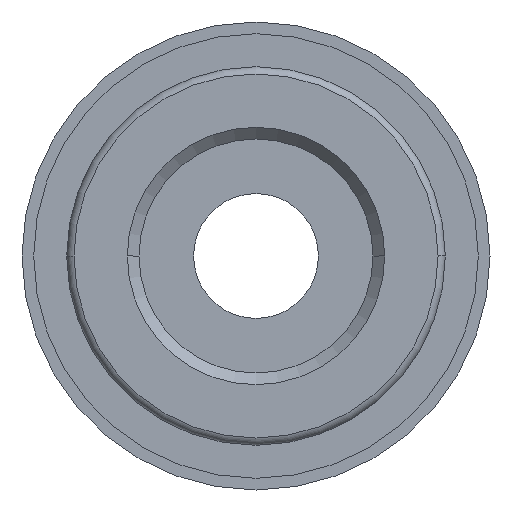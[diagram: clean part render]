
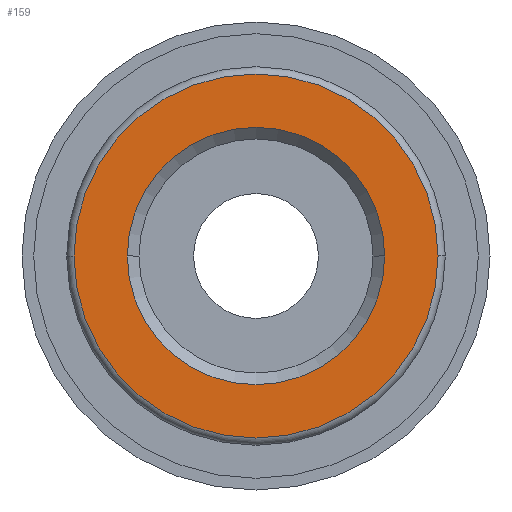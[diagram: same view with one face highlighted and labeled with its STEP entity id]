
A CAD part, front view. The second image highlights one B-rep face of the part: STEP entity #159.
In plain terms, the highlighted planar face has unit normal (0, -1, 0).
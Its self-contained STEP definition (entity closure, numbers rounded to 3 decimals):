
#159=ADVANCED_FACE('',(#325,#326),#327,.T.);
#325=FACE_BOUND('',#488,.T.);
#326=FACE_OUTER_BOUND('',#489,.T.);
#327=PLANE('',#490);
#488=EDGE_LOOP('',(#860,#861));
#489=EDGE_LOOP('',(#862,#863));
#490=AXIS2_PLACEMENT_3D('',#864,#865,#866);
#860=ORIENTED_EDGE('',*,*,#1045,.T.);
#861=ORIENTED_EDGE('',*,*,#1034,.T.);
#862=ORIENTED_EDGE('',*,*,#1007,.T.);
#863=ORIENTED_EDGE('',*,*,#1015,.T.);
#864=CARTESIAN_POINT('',(0.0,0.0,0.0));
#865=DIRECTION('',(0.0,-1.0,0.0));
#866=DIRECTION('',(-1.0,0.0,0.0));
#1007=EDGE_CURVE('',#1208,#1210,#1212,.T.);
#1015=EDGE_CURVE('',#1210,#1208,#1220,.T.);
#1034=EDGE_CURVE('',#1243,#1245,#1247,.T.);
#1045=EDGE_CURVE('',#1245,#1243,#1258,.T.);
#1208=VERTEX_POINT('',#1447);
#1210=VERTEX_POINT('',#1450);
#1212=CIRCLE('',#1453,7.0);
#1220=CIRCLE('',#1461,7.0);
#1243=VERTEX_POINT('',#1484);
#1245=VERTEX_POINT('',#1487);
#1247=CIRCLE('',#1490,4.95);
#1258=CIRCLE('',#1503,4.95);
#1447=CARTESIAN_POINT('',(7.0,0.0,0.0));
#1450=CARTESIAN_POINT('',(-7.0,0.0,0.));
#1453=AXIS2_PLACEMENT_3D('',#1690,#1691,#1692);
#1461=AXIS2_PLACEMENT_3D('',#1702,#1703,#1704);
#1484=CARTESIAN_POINT('',(4.95,0.0,0.));
#1487=CARTESIAN_POINT('',(-4.95,0.0,0.));
#1490=AXIS2_PLACEMENT_3D('',#1737,#1738,#1739);
#1503=AXIS2_PLACEMENT_3D('',#1748,#1749,#1750);
#1690=CARTESIAN_POINT('',(0.0,0.0,0.0));
#1691=DIRECTION('',(0.0,-1.0,0.0));
#1692=DIRECTION('',(1.0,0.0,0.0));
#1702=CARTESIAN_POINT('',(0.0,0.0,0.0));
#1703=DIRECTION('',(0.0,-1.0,0.0));
#1704=DIRECTION('',(1.0,0.0,0.0));
#1737=CARTESIAN_POINT('',(0.0,0.0,0.0));
#1738=DIRECTION('',(-0.0,1.0,0.0));
#1739=DIRECTION('',(1.0,0.0,0.0));
#1748=CARTESIAN_POINT('',(0.0,0.0,0.0));
#1749=DIRECTION('',(-0.0,1.0,0.0));
#1750=DIRECTION('',(1.0,0.0,0.0));
